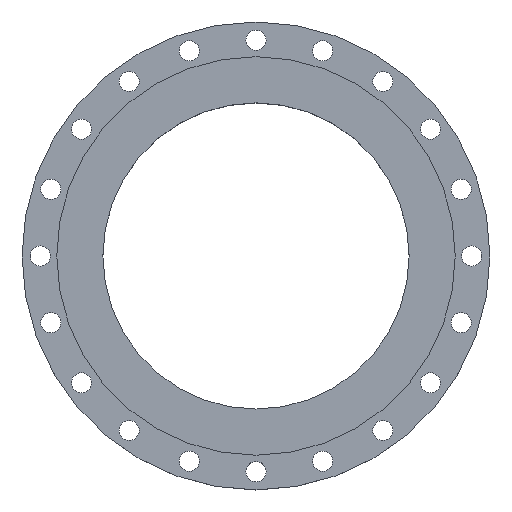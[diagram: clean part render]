
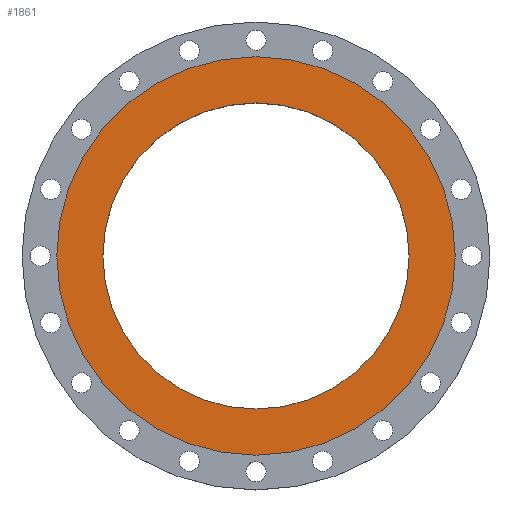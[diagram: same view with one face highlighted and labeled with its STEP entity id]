
A CAD part, top view. The second image highlights one B-rep face of the part: STEP entity #1861.
In plain terms, the highlighted planar face has unit normal (0, 0, 1).
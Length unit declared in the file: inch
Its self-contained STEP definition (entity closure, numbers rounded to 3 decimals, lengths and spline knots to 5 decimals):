
#26 = CARTESIAN_POINT ( 'NONE',  ( 0., 0., 0. ) ) ;
#40 = CIRCLE ( 'NONE', #1491, 10.46875 ) ;
#57 = DIRECTION ( 'NONE',  ( 1., 0., 0. ) ) ;
#77 = CIRCLE ( 'NONE', #970, 13.625 ) ;
#138 = DIRECTION ( 'NONE',  ( 0., 0., 1. ) ) ;
#268 = CIRCLE ( 'NONE', #1393, 13.625 ) ;
#280 = VERTEX_POINT ( 'NONE', #1939 ) ;
#325 = AXIS2_PLACEMENT_3D ( 'NONE', #676, #1998, #703 ) ;
#382 = VERTEX_POINT ( 'NONE', #1445 ) ;
#466 = DIRECTION ( 'NONE',  ( 0., 0., 1. ) ) ;
#676 = CARTESIAN_POINT ( 'NONE',  ( 0., 10.46875, 0. ) ) ;
#679 = VERTEX_POINT ( 'NONE', #1717 ) ;
#703 = DIRECTION ( 'NONE',  ( -1., 0., 0. ) ) ;
#754 = AXIS2_PLACEMENT_3D ( 'NONE', #1995, #1821, #1496 ) ;
#845 = EDGE_LOOP ( 'NONE', ( #934, #984 ) ) ;
#861 = EDGE_LOOP ( 'NONE', ( #1002, #2037 ) ) ;
#867 = PLANE ( 'NONE',  #325 ) ;
#934 = ORIENTED_EDGE ( 'NONE', *, *, #1769, .T. ) ;
#970 = AXIS2_PLACEMENT_3D ( 'NONE', #972, #138, #1429 ) ;
#972 = CARTESIAN_POINT ( 'NONE',  ( 0., 0., 0. ) ) ;
#984 = ORIENTED_EDGE ( 'NONE', *, *, #1809, .T. ) ;
#996 = FACE_OUTER_BOUND ( 'NONE', #845, .T. ) ;
#1002 = ORIENTED_EDGE ( 'NONE', *, *, #1154, .F. ) ;
#1007 = CARTESIAN_POINT ( 'NONE',  ( 10.46875, 0., 0. ) ) ;
#1139 = VERTEX_POINT ( 'NONE', #1007 ) ;
#1154 = EDGE_CURVE ( 'NONE', #1139, #382, #1674, .T. ) ;
#1393 = AXIS2_PLACEMENT_3D ( 'NONE', #1434, #466, #2068 ) ;
#1429 = DIRECTION ( 'NONE',  ( 1., 0., 0. ) ) ;
#1434 = CARTESIAN_POINT ( 'NONE',  ( 0., 0., 0. ) ) ;
#1445 = CARTESIAN_POINT ( 'NONE',  ( -10.46875, 0., 0. ) ) ;
#1491 = AXIS2_PLACEMENT_3D ( 'NONE', #26, #1960, #57 ) ;
#1496 = DIRECTION ( 'NONE',  ( 1., 0., 0. ) ) ;
#1673 = FACE_BOUND ( 'NONE', #861, .T. ) ;
#1674 = CIRCLE ( 'NONE', #754, 10.46875 ) ;
#1717 = CARTESIAN_POINT ( 'NONE',  ( -13.625, 0., 0. ) ) ;
#1769 = EDGE_CURVE ( 'NONE', #280, #679, #77, .T. ) ;
#1809 = EDGE_CURVE ( 'NONE', #679, #280, #268, .T. ) ;
#1821 = DIRECTION ( 'NONE',  ( 0., 0., 1. ) ) ;
#1861 = ADVANCED_FACE ( 'NONE', ( #1673, #996 ), #867, .F. ) ;
#1874 = EDGE_CURVE ( 'NONE', #382, #1139, #40, .T. ) ;
#1939 = CARTESIAN_POINT ( 'NONE',  ( 13.625, 0., 0. ) ) ;
#1960 = DIRECTION ( 'NONE',  ( 0., 0., 1. ) ) ;
#1995 = CARTESIAN_POINT ( 'NONE',  ( 0., 0., 0. ) ) ;
#1998 = DIRECTION ( 'NONE',  ( 0., 0., -1. ) ) ;
#2037 = ORIENTED_EDGE ( 'NONE', *, *, #1874, .F. ) ;
#2068 = DIRECTION ( 'NONE',  ( 1., 0., 0. ) ) ;
